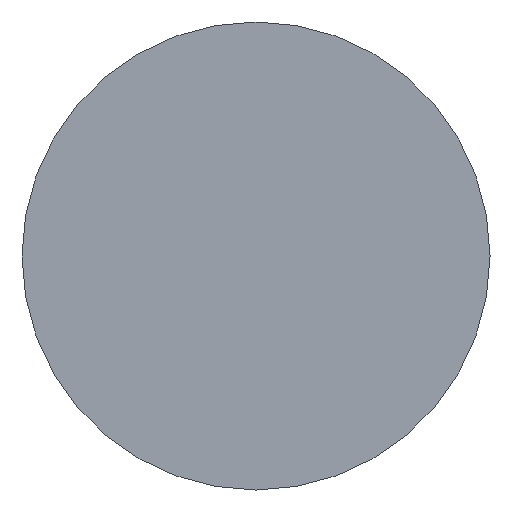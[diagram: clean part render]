
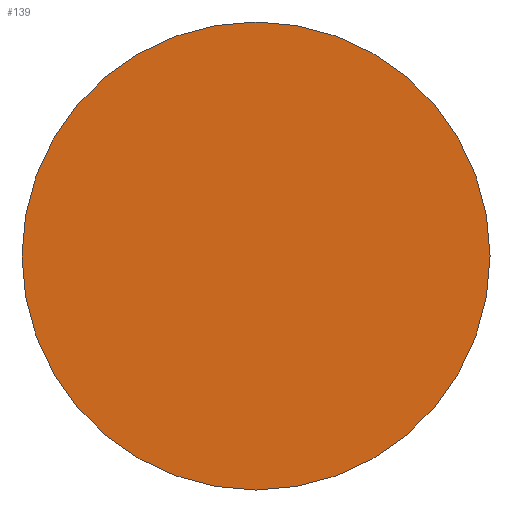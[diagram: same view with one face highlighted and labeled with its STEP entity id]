
A CAD part, front view. The second image highlights one B-rep face of the part: STEP entity #139.
In plain terms, the highlighted planar face has unit normal (0, -1, 0).
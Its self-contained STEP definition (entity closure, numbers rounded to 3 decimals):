
#125=VERTEX_POINT('',#301);
#139=ADVANCED_FACE('',(#317),#318,.T.);
#197=EDGE_CURVE('',#265,#125,#384,.T.);
#243=EDGE_CURVE('',#125,#265,#433,.T.);
#265=VERTEX_POINT('',#462);
#301=CARTESIAN_POINT('',(-4.0,-8.0,0.));
#317=FACE_OUTER_BOUND('',#516,.T.);
#318=PLANE('',#517);
#384=CIRCLE('',#599,4.0);
#433=CIRCLE('',#668,4.0);
#462=CARTESIAN_POINT('',(4.0,-8.0,0.));
#516=EDGE_LOOP('',(#733,#734));
#517=AXIS2_PLACEMENT_3D('',#735,#736,#737);
#599=AXIS2_PLACEMENT_3D('',#811,#812,#813);
#668=AXIS2_PLACEMENT_3D('',#868,#869,#870);
#733=ORIENTED_EDGE('',*,*,#197,.T.);
#734=ORIENTED_EDGE('',*,*,#243,.T.);
#735=CARTESIAN_POINT('',(0.0,-8.0,0.));
#736=DIRECTION('',(0.0,-1.0,0.));
#737=DIRECTION('',(1.0,0.0,0.0));
#811=CARTESIAN_POINT('',(0.0,-8.0,0.));
#812=DIRECTION('',(0.0,-1.0,0.));
#813=DIRECTION('',(1.0,0.0,0.0));
#868=CARTESIAN_POINT('',(0.0,-8.0,0.));
#869=DIRECTION('',(0.0,-1.0,0.));
#870=DIRECTION('',(1.0,0.0,0.0));
